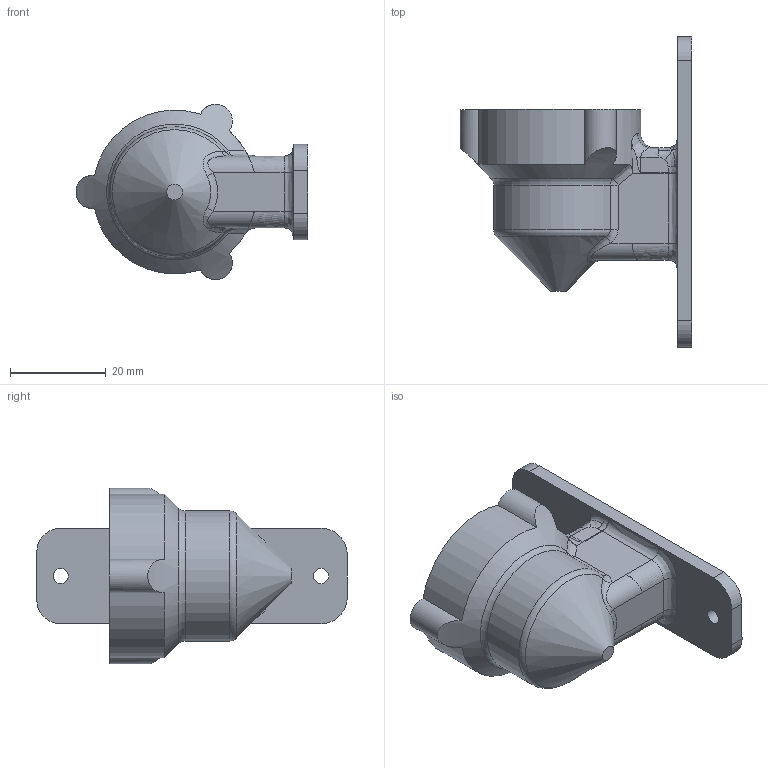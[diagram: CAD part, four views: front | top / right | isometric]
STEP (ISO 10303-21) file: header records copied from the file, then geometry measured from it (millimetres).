
FILE_DESCRIPTION(/* description */ (''),/* implementation_level */ '2;1');
FILE_NAME(/* name */ 'Daylight Sensor Housing V1.step',/* time_stamp */ '2025-09-18T14:33:13+12:00',/* author */ (''),/* organization */ (''),/* preprocessor_version */ 'ST-DEVELOPER v20.1',/* originating_system */ 'Autodesk Translation Framework v14.17.0.0',/* authorisation */ '');
FILE_SCHEMA (('AUTOMOTIVE_DESIGN { 1 0 10303 214 3 1 1 }'));
Length unit declared in the file: millimetre
Products named in the file (1): Daylight Sensor Housing
Bounding box: 48.56 x 65 x 36.7 mm (x, y, z)
Volume: 16569 mm3; surface area: 10491.9 mm2
Topology: 1 solids, 1 shells, 152 faces, 353 edges, 210 vertices
Faces by surface type: plane 60, bspline 42, cylinder 42, torus 4, cone 2, sphere 2
Full cylindrical faces by diameter (mm): 3.2 x2, 4.4 x3, 23.3 x1, 24.932 x1, 26.74 x1, 28.7 x1
Entity records: 6037 total; most frequent: CARTESIAN_POINT 2887, ORIENTED_EDGE 706, DIRECTION 544, EDGE_CURVE 353, AXIS2_PLACEMENT_3D 230, VERTEX_POINT 210, EDGE_LOOP 165, ADVANCED_FACE 152
